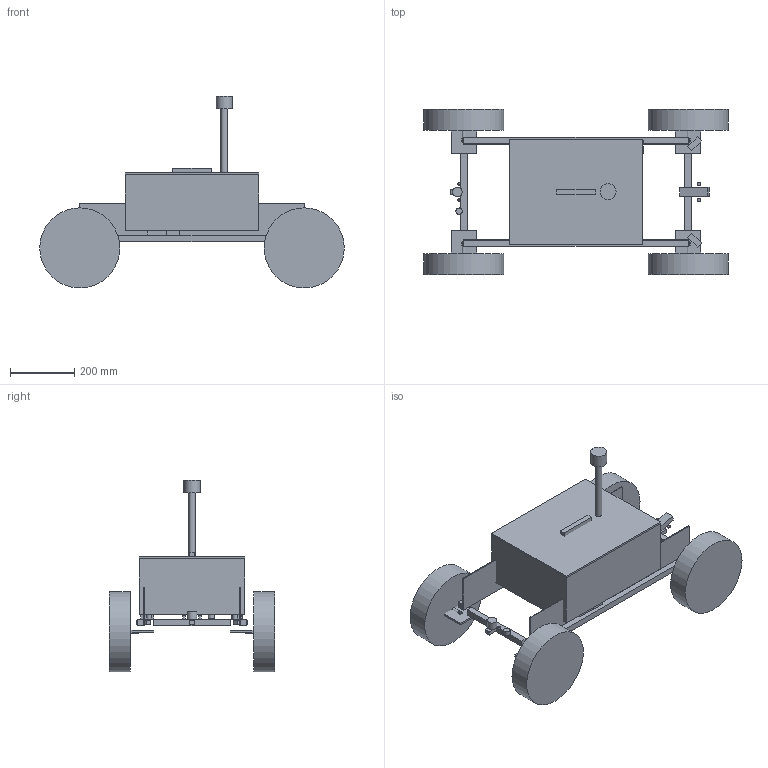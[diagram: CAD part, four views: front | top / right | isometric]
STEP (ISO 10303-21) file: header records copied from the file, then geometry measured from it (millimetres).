
FILE_DESCRIPTION(('Open CASCADE Model'),'2;1');
FILE_NAME('Open CASCADE Shape Model','2026-02-08T19:17:45',('Author'),( 'Open CASCADE'),'Open CASCADE STEP processor 7.8','Open CASCADE 7.8' ,'Unknown');
FILE_SCHEMA(('AUTOMOTIVE_DESIGN { 1 0 10303 214 1 1 1 1 }'));
Length unit declared in the file: millimetre
Products named in the file (31): d8d7dd27-0522-11f1-b17d-8cdcd4d20291; rail_L; xbeam_1; shear_L; motor_plate_FL; g30_hub_FL_tire; g30_hub_FL_motor; g30_hub_FL_axle; bobbin_FL; apache_3800; case_handle; battery_10s3p; battery_xt90; thermal_deck; vesc_FL; lidar_mast; rplidar_c1; oakd_lite; oakd_lens_L; ir_FL; imu_wt901; brake_resistor; dcdc_meanwell; arduino_nano; estop_button; distribution_bus; main_contactor; led_green; led_yellow; led_red; charge_port
Assembly tree (58 placements, depth 2):
  d8d7dd27-0522-11f1-b17d-8cdcd4d20291
    rail_L  x2
    xbeam_1  x4
    shear_L  x2
    motor_plate_FL  x4
    g30_hub_FL_tire  x4
    g30_hub_FL_motor  x4
    g30_hub_FL_axle  x4
    bobbin_FL  x4
    apache_3800
    case_handle
    battery_10s3p
    battery_xt90
    thermal_deck
    vesc_FL  x4
    lidar_mast
    rplidar_c1
    oakd_lite
    oakd_lens_L  x3
    ir_FL  x4
    imu_wt901
    brake_resistor
    dcdc_meanwell
    arduino_nano
    estop_button
    distribution_bus
    main_contactor
    led_green
    led_yellow
    led_red
    charge_port
Bounding box: 950 x 515 x 599 mm (x, y, z)
Volume: 44088508.3 mm3; surface area: 2501874.4 mm2
Topology: 58 solids, 58 shells, 274 faces, 474 edges, 316 vertices
Faces by surface type: plane 244, cylinder 30
Full cylindrical faces by diameter (mm): 8 x3, 10 x3, 12 x8, 16 x4, 20 x2, 30 x1, 50 x1, 140 x4, 250 x4
Entity records: 7763 total; most frequent: DIRECTION 1197, CARTESIAN_POINT 1151, LINE 713, VECTOR 713, ORIENTED_EDGE 510, PCURVE 510, DEFINITIONAL_REPRESENTATION 510, EDGE_CURVE 255
